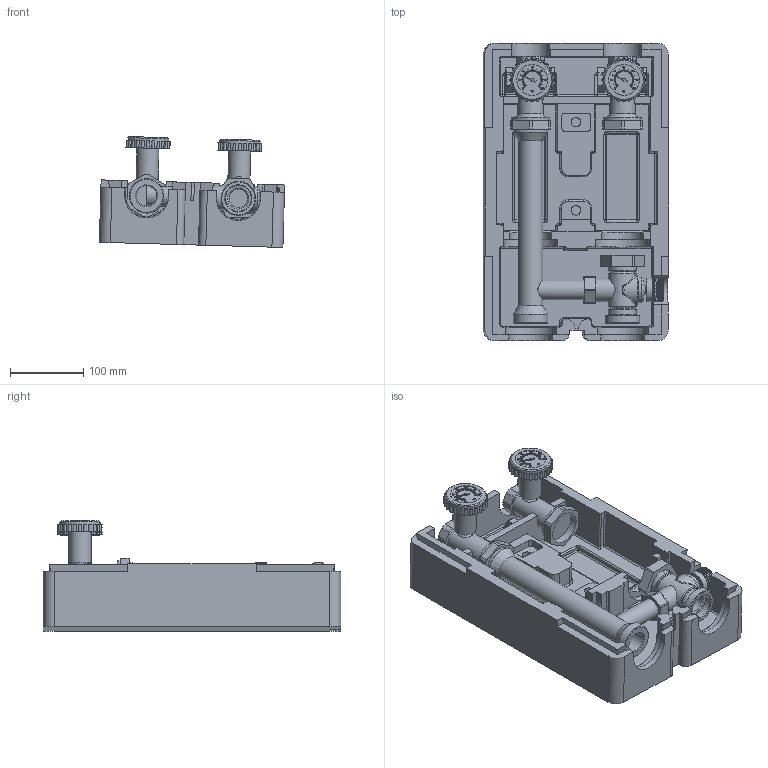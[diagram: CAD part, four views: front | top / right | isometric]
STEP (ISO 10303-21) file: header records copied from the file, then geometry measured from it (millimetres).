
FILE_DESCRIPTION(/* description */ (''),/* implementation_level */ '2;1');
FILE_NAME(/* name */ 'SMTC125-DN25_bez pokrywy.stp',/* time_stamp */ '2015-11-26T21:41:12+01:00',/* author */ ('ARTUR'),/* organization */ (''),/* preprocessor_version */ 'ST-DEVELOPER v15.6',/* originating_system */ 'Autodesk Inventor 2015',/* authorisation */ '');
FILE_SCHEMA (('CONFIG_CONTROL_DESIGN'));
Products named in the file (1): SMTC125-DN25_bez pokrywy
Bounding box: 252.28 x 405 x 150.92 mm (x, y, z)
Volume: 4759338.3 mm3; surface area: 582447.6 mm2
Topology: 1 solids, 1 shells, 2301 faces, 6310 edges, 4068 vertices
Faces by surface type: plane 1554, cylinder 571, cone 70, torus 42, sphere 38, bspline 26
Full cylindrical faces by diameter (mm): 10 x2, 13 x2, 13.654 x2, 25 x3, 26.8 x2, 27 x1, 28 x1, 30 x4, 32 x2, 33 x6, 35 x5, 38 x3, 42 x3, 45 x3, 47 x3, 52 x2, 56 x2
Entity records: 74042 total; most frequent: CARTESIAN_POINT 14486, ORIENTED_EDGE 12314, DIRECTION 12018, EDGE_CURVE 6157, LINE 4546, VECTOR 4546, VERTEX_POINT 4041, AXIS2_PLACEMENT_3D 3736
